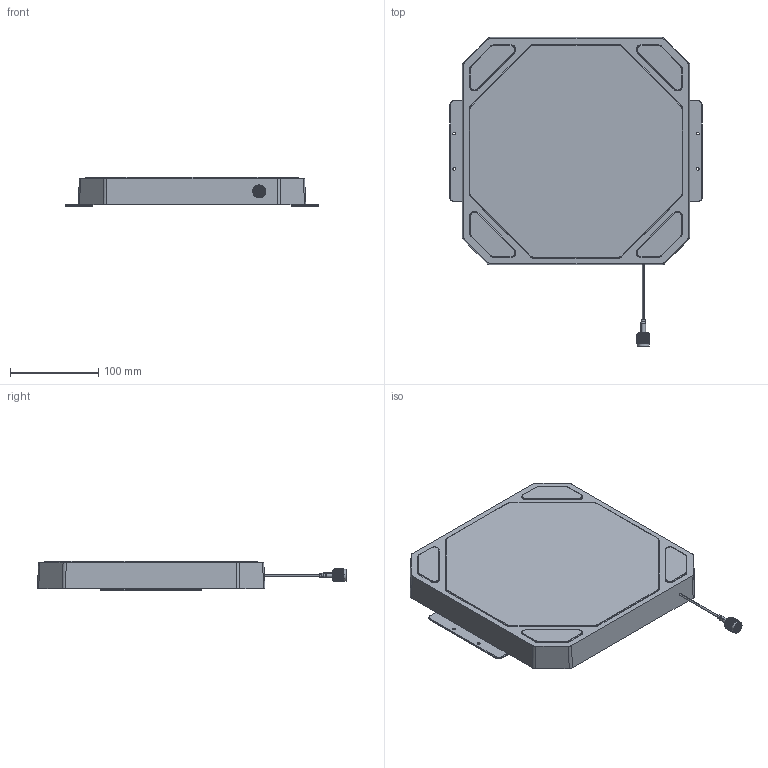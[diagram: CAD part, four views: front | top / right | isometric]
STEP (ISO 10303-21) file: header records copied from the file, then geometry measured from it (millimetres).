
FILE_DESCRIPTION (( 'STEP AP203' ), '1' );
FILE_NAME ('FMANFP1027_3D.STEP', '2022-11-21T16:16:54', ( '' ), ( '' ), 'SwSTEP 2.0', 'SolidWorks 2022', '' );
FILE_SCHEMA (( 'CONFIG_CONTROL_DESIGN' ));
Length unit declared in the file: millimetre
Products named in the file (25): Side fixing Plate_1027; Top_1027; Copy of BBT-RFID09C0919^FMANFP1027; Screw_1027; Copy of BBT-RFID09C098^FMANFP1027; Copy of BBT-RFID09C093^FMANFP1027; Copy of BBT-RFID09C0924^FMANFP1027; Copy of BBT-RFID09C0922^FMANFP1027; Copy of BBT-RFID09C0926^FMANFP1027; Copy of BBT-RFID09C0914^FMANFP1027; FMANFP1027_3D; PE4668; Copy of BBT-RFID09C0920^FMANFP1027; Copy of BBT-RFID09C0918^FMANFP1027; Copy of BBT-RFID09C0923^FMANFP1027; Copy of BBT-RFID09C094^FMANFP1027; Copy of BBT-RFID09C097^FMANFP1027; Copy of BBT-RFID09C096^FMANFP1027; Copy of BBT-RFID09C0913^FMANFP1027; Copy of BBT-RFID09C0927^FMANFP1027; Copy of BBT-RFID09C099^FMANFP1027; Copy of BBT-RFID09C095^FMANFP1027; Copy of BBT-RFID09C0921^FMANFP1027; Copy of BBT-RFID09C092^FMANFP1027; Copy of BBT-RFID09C0925^FMANFP1027
Assembly tree (30 placements, depth 2):
  FMANFP1027_3D
    Top_1027
    Copy of BBT-RFID09C092^FMANFP1027
    Copy of BBT-RFID09C093^FMANFP1027
    Copy of BBT-RFID09C094^FMANFP1027
    Copy of BBT-RFID09C095^FMANFP1027
    Copy of BBT-RFID09C096^FMANFP1027
    Copy of BBT-RFID09C097^FMANFP1027
    Copy of BBT-RFID09C098^FMANFP1027
    Copy of BBT-RFID09C099^FMANFP1027
    Copy of BBT-RFID09C0913^FMANFP1027
    Copy of BBT-RFID09C0914^FMANFP1027
    Copy of BBT-RFID09C0918^FMANFP1027
    Copy of BBT-RFID09C0919^FMANFP1027
    Copy of BBT-RFID09C0920^FMANFP1027
    Copy of BBT-RFID09C0921^FMANFP1027
    Copy of BBT-RFID09C0922^FMANFP1027
    Copy of BBT-RFID09C0923^FMANFP1027
    Copy of BBT-RFID09C0924^FMANFP1027
    Copy of BBT-RFID09C0925^FMANFP1027
    Copy of BBT-RFID09C0926^FMANFP1027
    Copy of BBT-RFID09C0927^FMANFP1027
    Side fixing Plate_1027  x2
    Screw_1027  x6
    PE4668
Bounding box: 286 x 350.55 x 33 mm (x, y, z)
Volume: 481469.2 mm3; surface area: 500763.6 mm2
Topology: 33 solids, 33 shells, 4021 faces, 9073 edges, 5146 vertices
Faces by surface type: bspline 2021, cylinder 859, plane 787, cone 274, torus 66, sphere 14
Entity records: 141328 total; most frequent: CARTESIAN_POINT 74768, ORIENTED_EDGE 17374, EDGE_CURVE 8687, DIRECTION 8149, VERTEX_POINT 4933, EDGE_LOOP 4018, ADVANCED_FACE 3879, FACE_OUTER_BOUND 3879
